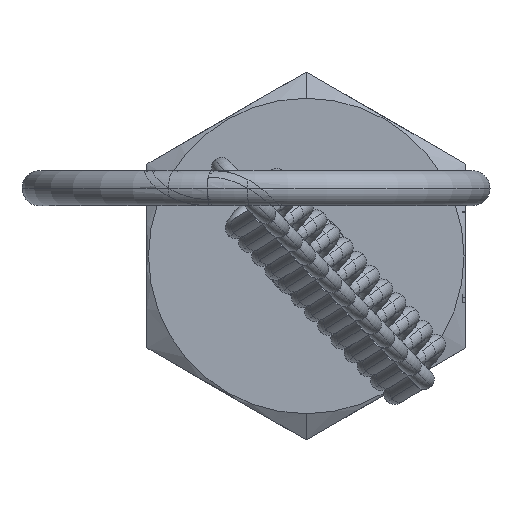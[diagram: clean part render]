
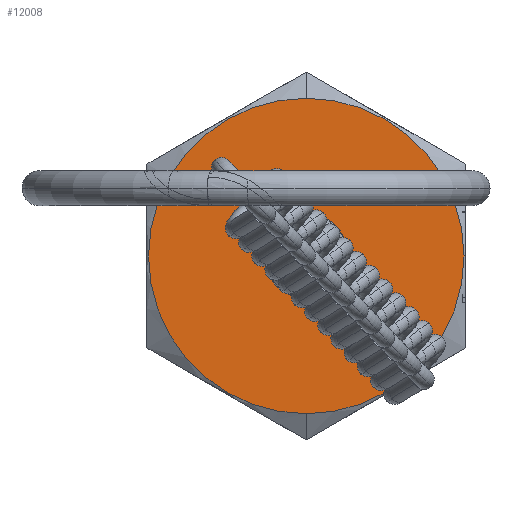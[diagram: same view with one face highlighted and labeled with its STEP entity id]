
A CAD part, front view. The second image highlights one B-rep face of the part: STEP entity #12008.
In plain terms, the highlighted planar face has unit normal (0, -1, 0).
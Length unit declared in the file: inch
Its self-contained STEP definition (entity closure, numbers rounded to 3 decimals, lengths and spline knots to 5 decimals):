
#372 = CARTESIAN_POINT ( 'NONE',  ( 0., 0., 0. ) ) ;
#385 = ORIENTED_EDGE ( 'NONE', *, *, #4524, .F. ) ;
#464 = VERTEX_POINT ( 'NONE', #863 ) ;
#857 = DIRECTION ( 'NONE',  ( 0., 0., -1. ) ) ;
#863 = CARTESIAN_POINT ( 'NONE',  ( 0., 0., 0.495 ) ) ;
#1127 = AXIS2_PLACEMENT_3D ( 'NONE', #2261, #6049, #3186 ) ;
#1212 = AXIS2_PLACEMENT_3D ( 'NONE', #2735, #10039, #857 ) ;
#1395 = VERTEX_POINT ( 'NONE', #9700 ) ;
#1522 = CARTESIAN_POINT ( 'NONE',  ( 0., 0., -0.495 ) ) ;
#2106 = AXIS2_PLACEMENT_3D ( 'NONE', #11280, #5881, #9584 ) ;
#2261 = CARTESIAN_POINT ( 'NONE',  ( 0., 0., 0. ) ) ;
#2496 = AXIS2_PLACEMENT_3D ( 'NONE', #372, #11625, #6831 ) ;
#2735 = CARTESIAN_POINT ( 'NONE',  ( 0., 0., 0. ) ) ;
#3059 = CIRCLE ( 'NONE', #1212, 0.06425 ) ;
#3186 = DIRECTION ( 'NONE',  ( 0., 0., -1. ) ) ;
#3506 = EDGE_CURVE ( 'NONE', #1395, #8298, #7181, .T. ) ;
#4090 = FACE_OUTER_BOUND ( 'NONE', #9401, .T. ) ;
#4524 = EDGE_CURVE ( 'NONE', #8298, #1395, #3059, .T. ) ;
#4918 = CARTESIAN_POINT ( 'NONE',  ( 0., 0., -0.06425 ) ) ;
#5240 = EDGE_CURVE ( 'NONE', #464, #6663, #9177, .T. ) ;
#5485 = ORIENTED_EDGE ( 'NONE', *, *, #3506, .F. ) ;
#5881 = DIRECTION ( 'NONE',  ( 0., -1., 0. ) ) ;
#6049 = DIRECTION ( 'NONE',  ( 0., -1., 0. ) ) ;
#6663 = VERTEX_POINT ( 'NONE', #1522 ) ;
#6746 = ORIENTED_EDGE ( 'NONE', *, *, #11497, .T. ) ;
#6831 = DIRECTION ( 'NONE',  ( 0., 0., -1. ) ) ;
#7181 = CIRCLE ( 'NONE', #1127, 0.06425 ) ;
#7291 = ORIENTED_EDGE ( 'NONE', *, *, #5240, .T. ) ;
#7328 = PLANE ( 'NONE',  #11682 ) ;
#8169 = DIRECTION ( 'NONE',  ( 0., 0., 1. ) ) ;
#8298 = VERTEX_POINT ( 'NONE', #4918 ) ;
#8325 = DIRECTION ( 'NONE',  ( 0., 1., 0. ) ) ;
#9148 = CARTESIAN_POINT ( 'NONE',  ( 0., 0., 0. ) ) ;
#9177 = CIRCLE ( 'NONE', #2496, 0.495 ) ;
#9401 = EDGE_LOOP ( 'NONE', ( #7291, #6746 ) ) ;
#9584 = DIRECTION ( 'NONE',  ( 0., 0., -1. ) ) ;
#9596 = EDGE_LOOP ( 'NONE', ( #385, #5485 ) ) ;
#9700 = CARTESIAN_POINT ( 'NONE',  ( 0., 0., 0.06425 ) ) ;
#9790 = CIRCLE ( 'NONE', #2106, 0.495 ) ;
#10039 = DIRECTION ( 'NONE',  ( 0., -1., 0. ) ) ;
#10064 = FACE_BOUND ( 'NONE', #9596, .T. ) ;
#11280 = CARTESIAN_POINT ( 'NONE',  ( 0., 0., 0. ) ) ;
#11497 = EDGE_CURVE ( 'NONE', #6663, #464, #9790, .T. ) ;
#11625 = DIRECTION ( 'NONE',  ( 0., -1., 0. ) ) ;
#11682 = AXIS2_PLACEMENT_3D ( 'NONE', #9148, #8325, #8169 ) ;
#12008 = ADVANCED_FACE ( 'NONE', ( #10064, #4090 ), #7328, .F. ) ;
